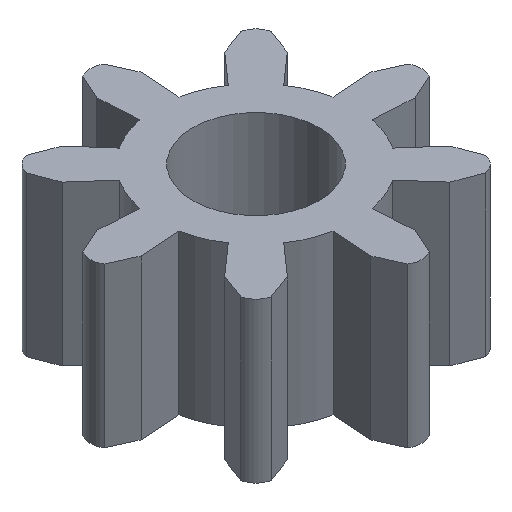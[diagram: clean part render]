
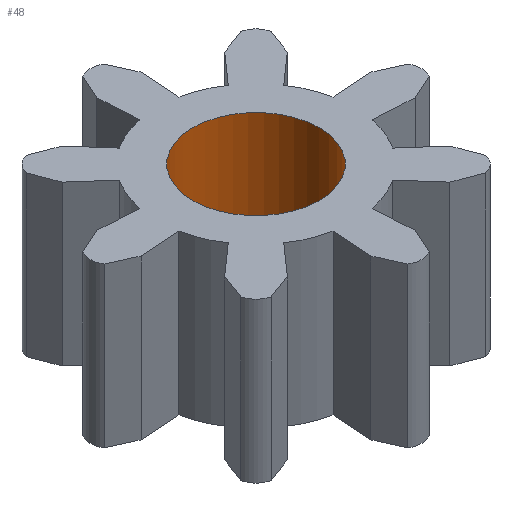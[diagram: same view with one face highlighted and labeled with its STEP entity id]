
A CAD part, isometric view. The second image highlights one B-rep face of the part: STEP entity #48.
In plain terms, the highlighted cylindrical face has radius 2.5 mm (diameter 5 mm), a full revolution.
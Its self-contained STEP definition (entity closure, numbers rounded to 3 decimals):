
#48=ADVANCED_FACE('',(#507,#509),#511,.F.);
#507=FACE_OUTER_BOUND('',#508,.T.);
#508=EDGE_LOOP('',(#870));
#509=FACE_OUTER_BOUND('',#510,.T.);
#510=EDGE_LOOP('',(#871));
#511=CYLINDRICAL_SURFACE('',#512,2.5);
#512=AXIS2_PLACEMENT_3D('',#513,#514,#515);
#513=CARTESIAN_POINT('',(0.,0.,6.3));
#514=DIRECTION('',(0.,0.,-1.));
#515=DIRECTION('',(-1.,0.,0.));
#870=ORIENTED_EDGE('',*,*,#1162,.F.);
#871=ORIENTED_EDGE('',*,*,#1163,.F.);
#1162=EDGE_CURVE('',#1308,#1308,#1309,.T.);
#1163=EDGE_CURVE('',#1310,#1310,#1311,.T.);
#1308=VERTEX_POINT('',#1552);
#1309=CIRCLE('',#1553,2.5);
#1310=VERTEX_POINT('',#1557);
#1311=CIRCLE('',#1558,2.5);
#1552=CARTESIAN_POINT('',(2.5,0.,6.3));
#1553=AXIS2_PLACEMENT_3D('',#1554,#1555,#1556);
#1554=CARTESIAN_POINT('',(0.,0.,6.3));
#1555=DIRECTION('',(0.,0.,-1.));
#1556=DIRECTION('',(1.,0.,0.));
#1557=CARTESIAN_POINT('',(2.5,0.,0.));
#1558=AXIS2_PLACEMENT_3D('',#1559,#1560,#1561);
#1559=CARTESIAN_POINT('',(0.,0.,0.));
#1560=DIRECTION('',(0.,0.,1.));
#1561=DIRECTION('',(1.,0.,0.));
